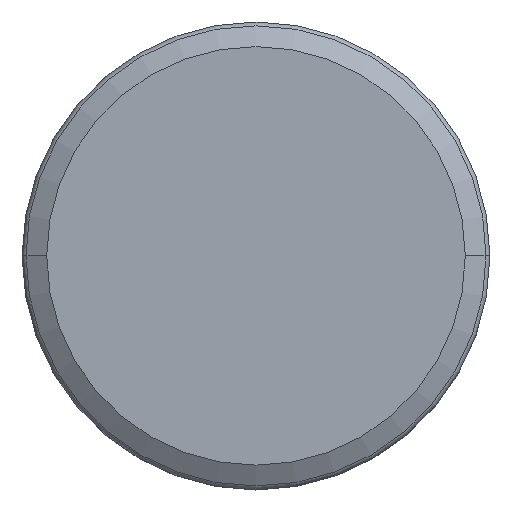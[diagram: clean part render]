
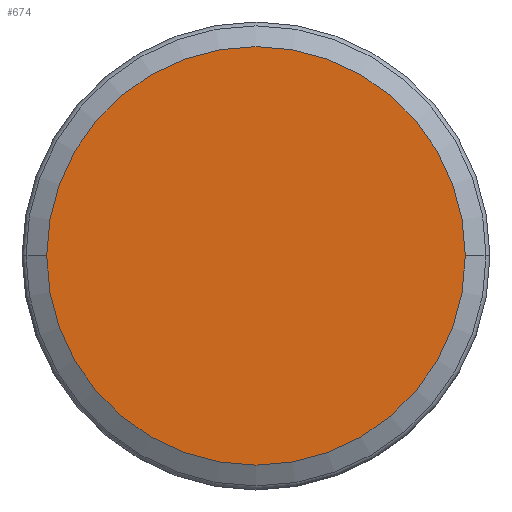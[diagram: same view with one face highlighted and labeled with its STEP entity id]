
A CAD part, top view. The second image highlights one B-rep face of the part: STEP entity #674.
In plain terms, the highlighted planar face has unit normal (0, 0, 1).
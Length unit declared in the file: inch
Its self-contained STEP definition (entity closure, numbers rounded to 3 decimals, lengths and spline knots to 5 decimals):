
#42 = AXIS2_PLACEMENT_3D ( 'NONE', #125, #468, #184 ) ;
#77 = CIRCLE ( 'NONE', #591, 0.17 ) ;
#106 = VERTEX_POINT ( 'NONE', #500 ) ;
#125 = CARTESIAN_POINT ( 'NONE',  ( 0., 0., 1.225 ) ) ;
#139 = PLANE ( 'NONE',  #647 ) ;
#152 = DIRECTION ( 'NONE',  ( 0., 0., -1. ) ) ;
#163 = FACE_OUTER_BOUND ( 'NONE', #405, .T. ) ;
#184 = DIRECTION ( 'NONE',  ( 1., 0., 0. ) ) ;
#387 = ORIENTED_EDGE ( 'NONE', *, *, #488, .T. ) ;
#405 = EDGE_LOOP ( 'NONE', ( #598, #387 ) ) ;
#423 = DIRECTION ( 'NONE',  ( -1., 0., 0. ) ) ;
#468 = DIRECTION ( 'NONE',  ( 0., 0., 1. ) ) ;
#474 = CARTESIAN_POINT ( 'NONE',  ( 0., 0., 1.225 ) ) ;
#488 = EDGE_CURVE ( 'NONE', #106, #505, #665, .T. ) ;
#500 = CARTESIAN_POINT ( 'NONE',  ( 0.17, 0., 1.225 ) ) ;
#505 = VERTEX_POINT ( 'NONE', #651 ) ;
#523 = EDGE_CURVE ( 'NONE', #505, #106, #77, .T. ) ;
#538 = CARTESIAN_POINT ( 'NONE',  ( 0., 0., 1.225 ) ) ;
#591 = AXIS2_PLACEMENT_3D ( 'NONE', #474, #691, #646 ) ;
#598 = ORIENTED_EDGE ( 'NONE', *, *, #523, .T. ) ;
#646 = DIRECTION ( 'NONE',  ( 1., 0., 0. ) ) ;
#647 = AXIS2_PLACEMENT_3D ( 'NONE', #538, #152, #423 ) ;
#651 = CARTESIAN_POINT ( 'NONE',  ( -0.17, 0., 1.225 ) ) ;
#665 = CIRCLE ( 'NONE', #42, 0.17 ) ;
#674 = ADVANCED_FACE ( 'NONE', ( #163 ), #139, .F. ) ;
#691 = DIRECTION ( 'NONE',  ( 0., 0., 1. ) ) ;
